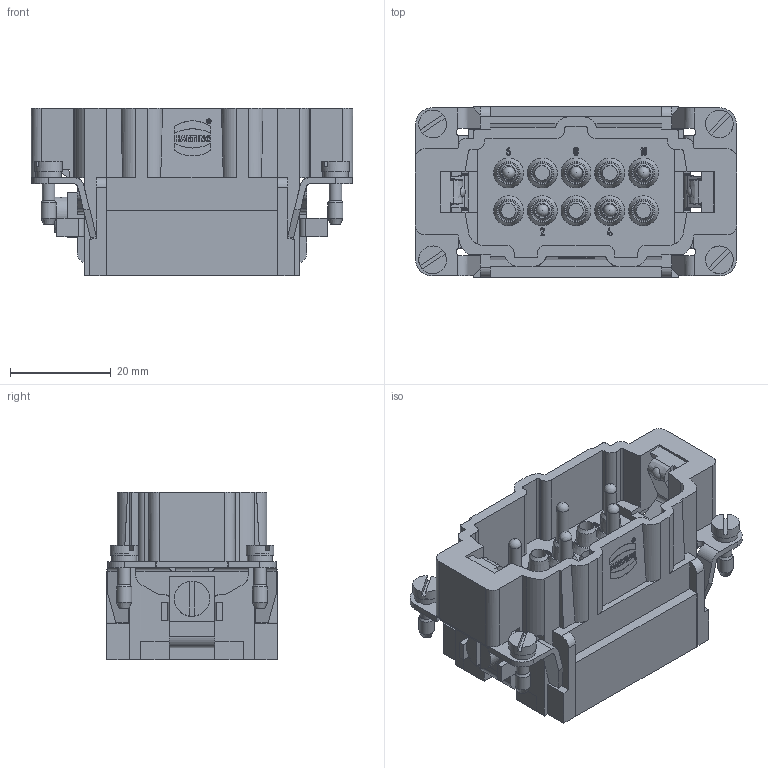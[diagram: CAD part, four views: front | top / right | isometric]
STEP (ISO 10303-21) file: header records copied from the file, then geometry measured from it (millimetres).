
FILE_DESCRIPTION(/* description */ (''),/* implementation_level */ '2;1');
FILE_NAME(/* name */ '100204893ugm000_d.stp',/* time_stamp */ '2019-08-27T08:09:19+02:00',/* author */ (''),/* organization */ (''),/* preprocessor_version */ 'ST-DEVELOPER v16.7',/* originating_system */ 'SIEMENS PLM Software NX 12.0',/* authorisation */ '');
FILE_SCHEMA (('AUTOMOTIVE_DESIGN { 1 0 10303 214 3 1 1 1 }'));
Length unit declared in the file: millimetre
Products named in the file (1): 100204893ugm000_d
Bounding box: 63.85 x 34 x 33.35 mm (x, y, z)
Volume: 33866.2 mm3; surface area: 17610.2 mm2
Topology: 5 solids, 5 shells, 1113 faces, 3435 edges, 2813 vertices
Faces by surface type: plane 682, extrusion 196, cylinder 151, cone 48, bspline 27, sphere 9
Full cylindrical faces by diameter (mm): 0.6 x2, 0.797 x1, 0.942 x1, 2.349 x2, 2.5 x9, 2.519 x2, 2.95 x5, 3 x4, 3.242 x1, 5 x4, 5.4 x10, 5.5 x4, 7 x1
Entity records: 47588 total; most frequent: CARTESIAN_POINT 10528, ORIENTED_EDGE 5726, DIRECTION 4880, EDGE_CURVE 2863, VECTOR 2318, LINE 2122, VERTEX_POINT 1932, PRESENTATION_STYLE_ASSIGNMENT 1546
